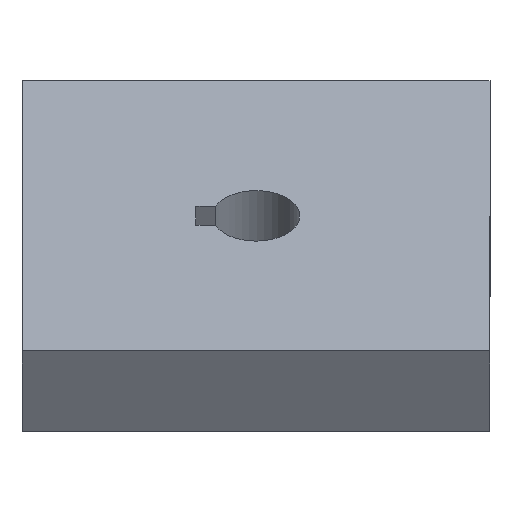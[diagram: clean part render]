
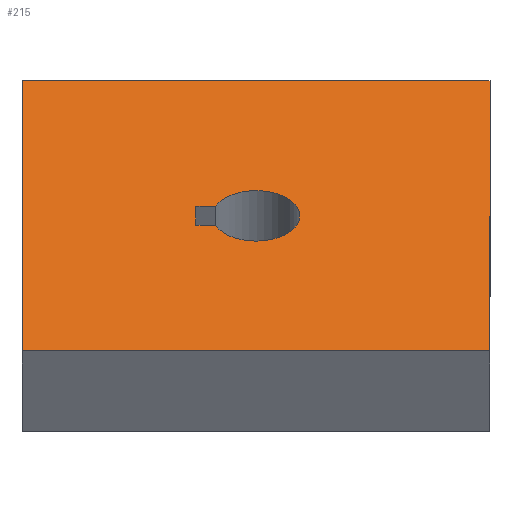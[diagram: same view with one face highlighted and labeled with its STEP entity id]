
A CAD part, isometric view. The second image highlights one B-rep face of the part: STEP entity #215.
In plain terms, the highlighted planar face has unit normal (0, 0, 1).
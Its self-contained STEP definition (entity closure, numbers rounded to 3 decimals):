
#20=FACE_BOUND('',#50,.T.);
#23=CIRCLE('',#243,4.);
#35=FACE_OUTER_BOUND('',#49,.T.);
#49=EDGE_LOOP('',(#188,#189,#190,#191));
#50=EDGE_LOOP('',(#192,#193,#194,#195));
#54=LINE('',#315,#77);
#56=LINE('',#321,#79);
#59=LINE('',#326,#82);
#68=LINE('',#351,#91);
#70=LINE('',#355,#93);
#72=LINE('',#359,#95);
#73=LINE('',#361,#96);
#77=VECTOR('',#258,10.);
#79=VECTOR('',#262,10.);
#82=VECTOR('',#267,10.);
#91=VECTOR('',#292,10.);
#93=VECTOR('',#296,10.);
#95=VECTOR('',#300,10.);
#96=VECTOR('',#303,10.);
#98=VERTEX_POINT('',#309);
#100=VERTEX_POINT('',#313);
#101=VERTEX_POINT('',#317);
#103=VERTEX_POINT('',#320);
#111=VERTEX_POINT('',#347);
#112=VERTEX_POINT('',#349);
#113=VERTEX_POINT('',#353);
#114=VERTEX_POINT('',#357);
#118=EDGE_CURVE('',#98,#100,#54,.T.);
#120=EDGE_CURVE('',#103,#101,#56,.T.);
#123=EDGE_CURVE('',#100,#103,#59,.T.);
#131=EDGE_CURVE('',#101,#98,#23,.T.);
#136=EDGE_CURVE('',#111,#112,#68,.T.);
#138=EDGE_CURVE('',#113,#111,#70,.T.);
#140=EDGE_CURVE('',#114,#113,#72,.T.);
#141=EDGE_CURVE('',#112,#114,#73,.T.);
#188=ORIENTED_EDGE('',*,*,#136,.T.);
#189=ORIENTED_EDGE('',*,*,#141,.T.);
#190=ORIENTED_EDGE('',*,*,#140,.T.);
#191=ORIENTED_EDGE('',*,*,#138,.T.);
#192=ORIENTED_EDGE('',*,*,#120,.T.);
#193=ORIENTED_EDGE('',*,*,#131,.T.);
#194=ORIENTED_EDGE('',*,*,#118,.T.);
#195=ORIENTED_EDGE('',*,*,#123,.T.);
#204=PLANE('',#250);
#215=ADVANCED_FACE('',(#35,#20),#204,.T.);
#243=AXIS2_PLACEMENT_3D('',#341,#281,#282);
#250=AXIS2_PLACEMENT_3D('',#362,#304,#305);
#258=DIRECTION('',(-0.707,0.707,0.));
#262=DIRECTION('',(0.707,-0.707,0.));
#267=DIRECTION('',(0.707,0.707,0.));
#281=DIRECTION('center_axis',(0.,0.,-1.));
#282=DIRECTION('ref_axis',(1.,0.,0.));
#292=DIRECTION('',(-0.707,0.707,0.));
#296=DIRECTION('',(0.707,0.707,0.));
#300=DIRECTION('',(0.707,-0.707,0.));
#303=DIRECTION('',(-0.707,-0.707,0.));
#304=DIRECTION('center_axis',(0.,0.,1.));
#305=DIRECTION('ref_axis',(1.,0.,0.));
#309=CARTESIAN_POINT('',(-3.683,1.561,8.));
#313=CARTESIAN_POINT('',(-4.95,2.828,8.));
#315=CARTESIAN_POINT('',(-3.005,0.884,8.));
#317=CARTESIAN_POINT('',(-1.561,3.683,8.));
#320=CARTESIAN_POINT('',(-2.828,4.95,8.));
#321=CARTESIAN_POINT('',(0.177,1.945,8.));
#326=CARTESIAN_POINT('',(-3.359,4.419,8.));
#341=CARTESIAN_POINT('Origin',(0.,0.,8.));
#347=CARTESIAN_POINT('',(30.288,0.,8.));
#349=CARTESIAN_POINT('',(0.,30.288,8.));
#351=CARTESIAN_POINT('',(7.572,22.716,8.));
#353=CARTESIAN_POINT('',(0.,-30.288,8.));
#355=CARTESIAN_POINT('',(22.716,-7.572,8.));
#357=CARTESIAN_POINT('',(-30.288,0.,8.));
#359=CARTESIAN_POINT('',(-7.572,-22.716,8.));
#361=CARTESIAN_POINT('',(-22.716,7.572,8.));
#362=CARTESIAN_POINT('Origin',(0.,0.,8.));
